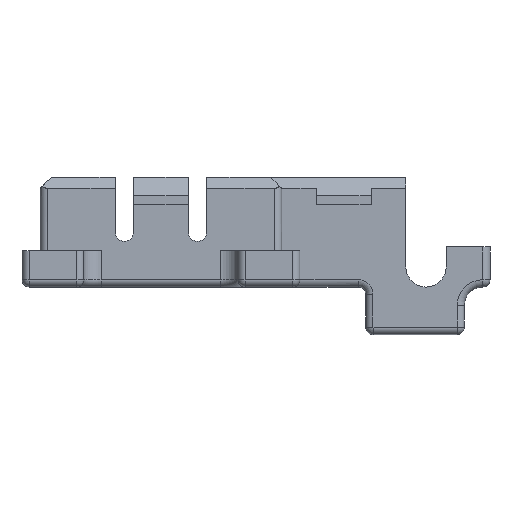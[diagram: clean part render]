
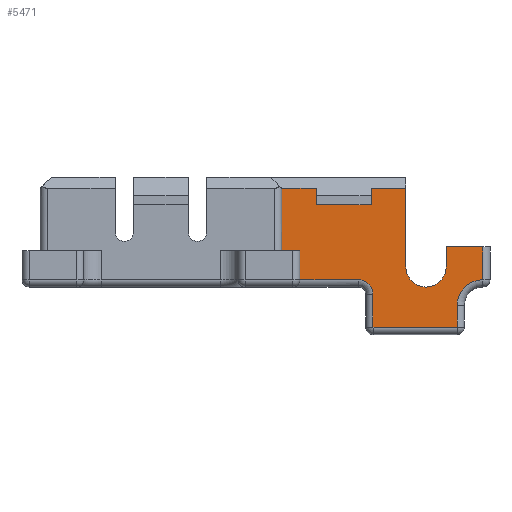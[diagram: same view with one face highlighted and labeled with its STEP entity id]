
A CAD part, left-side view. The second image highlights one B-rep face of the part: STEP entity #5471.
In plain terms, the highlighted planar face has unit normal (-1, 0, 0).
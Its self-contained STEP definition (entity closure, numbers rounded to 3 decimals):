
#2698 = VERTEX_POINT('',#2699);
#2699 = CARTESIAN_POINT('',(-1.6,-3.8,0.2));
#2731 = EDGE_CURVE('',#2698,#2732,#2734,.T.);
#2732 = VERTEX_POINT('',#2733);
#2733 = CARTESIAN_POINT('',(-1.6,-5.4,0.2));
#2734 = LINE('',#2735,#2736);
#2735 = CARTESIAN_POINT('',(-1.6,-3.8,0.2));
#2736 = VECTOR('',#2737,1.);
#2737 = DIRECTION('',(0.,-1.,0.));
#4060 = VERTEX_POINT('',#4061);
#4061 = CARTESIAN_POINT('',(-1.6,-7.8,1.1));
#4067 = EDGE_CURVE('',#4060,#4068,#4070,.T.);
#4068 = VERTEX_POINT('',#4069);
#4069 = CARTESIAN_POINT('',(-1.6,-8.8,1.1));
#4070 = LINE('',#4071,#4072);
#4071 = CARTESIAN_POINT('',(-1.6,-7.5,1.1));
#4072 = VECTOR('',#4073,1.);
#4073 = DIRECTION('',(0.,-1.,0.));
#4099 = EDGE_CURVE('',#4100,#4060,#4102,.T.);
#4100 = VERTEX_POINT('',#4101);
#4101 = CARTESIAN_POINT('',(-1.6,-7.8,0.55));
#4102 = LINE('',#4103,#4104);
#4103 = CARTESIAN_POINT('',(-1.6,-7.8,-1.95));
#4104 = VECTOR('',#4105,1.);
#4105 = DIRECTION('',(0.,0.,1.));
#4124 = VERTEX_POINT('',#4125);
#4125 = CARTESIAN_POINT('',(-1.6,-7.138,0.012));
#4131 = EDGE_CURVE('',#4124,#4100,#4132,.T.);
#4132 = CIRCLE('',#4133,0.55);
#4133 = AXIS2_PLACEMENT_3D('',#4134,#4135,#4136);
#4134 = CARTESIAN_POINT('',(-1.6,-7.25,0.55));
#4135 = DIRECTION('',(-1.,0.,0.));
#4136 = DIRECTION('',(0.,1.,0.));
#4150 = VERTEX_POINT('',#4151);
#4151 = CARTESIAN_POINT('',(-1.6,-7.138,0.01));
#4157 = EDGE_CURVE('',#4150,#4124,#4158,.T.);
#4158 = LINE('',#4159,#4160);
#4159 = CARTESIAN_POINT('',(-1.6,-7.138,5.315));
#4160 = VECTOR('',#4161,1.);
#4161 = DIRECTION('',(0.,0.,1.));
#4183 = VERTEX_POINT('',#4184);
#4184 = CARTESIAN_POINT('',(-1.6,-7.102,0.015));
#4213 = EDGE_CURVE('',#4150,#4183,#4214,.T.);
#4214 = LINE('',#4215,#4216);
#4215 = CARTESIAN_POINT('',(-1.6,-10.,-0.387));
#4216 = VECTOR('',#4217,1.);
#4217 = DIRECTION('',(0.,0.991,0.137));
#5006 = VERTEX_POINT('',#5007);
#5007 = CARTESIAN_POINT('',(-1.6,-5.8,-0.2));
#5014 = EDGE_CURVE('',#2732,#5006,#5015,.T.);
#5015 = CIRCLE('',#5016,0.4);
#5016 = AXIS2_PLACEMENT_3D('',#5017,#5018,#5019);
#5017 = CARTESIAN_POINT('',(-1.6,-5.4,-0.2));
#5018 = DIRECTION('',(1.,0.,-0.));
#5019 = DIRECTION('',(0.,0.,1.));
#5444 = EDGE_CURVE('',#5445,#2698,#5447,.T.);
#5445 = VERTEX_POINT('',#5446);
#5446 = CARTESIAN_POINT('',(-1.6,-3.8,1.));
#5447 = LINE('',#5448,#5449);
#5448 = CARTESIAN_POINT('',(-1.6,-3.8,-2.));
#5449 = VECTOR('',#5450,1.);
#5450 = DIRECTION('',(0.,0.,-1.));
#5471 = ADVANCED_FACE('',(#5472),#5598,.F.);
#5472 = FACE_BOUND('',#5473,.F.);
#5473 = EDGE_LOOP('',(#5474,#5475,#5483,#5491,#5498,#5506,#5514,#5522,
    #5529,#5537,#5546,#5552,#5553,#5554,#5555,#5556,#5557,#5565,#5574,
    #5582,#5590,#5596,#5597));
#5474 = ORIENTED_EDGE('',*,*,#5444,.F.);
#5475 = ORIENTED_EDGE('',*,*,#5476,.F.);
#5476 = EDGE_CURVE('',#5477,#5445,#5479,.T.);
#5477 = VERTEX_POINT('',#5478);
#5478 = CARTESIAN_POINT('',(-1.6,-3.3,1.));
#5479 = LINE('',#5480,#5481);
#5480 = CARTESIAN_POINT('',(-1.6,-1.65,1.));
#5481 = VECTOR('',#5482,1.);
#5482 = DIRECTION('',(0.,-1.,0.));
#5483 = ORIENTED_EDGE('',*,*,#5484,.T.);
#5484 = EDGE_CURVE('',#5477,#5485,#5487,.T.);
#5485 = VERTEX_POINT('',#5486);
#5486 = CARTESIAN_POINT('',(-1.6,-3.3,2.7));
#5487 = LINE('',#5488,#5489);
#5488 = CARTESIAN_POINT('',(-1.6,-3.3,-5.));
#5489 = VECTOR('',#5490,1.);
#5490 = DIRECTION('',(0.,0.,1.));
#5491 = ORIENTED_EDGE('',*,*,#5492,.T.);
#5492 = EDGE_CURVE('',#5485,#5493,#5495,.T.);
#5493 = VERTEX_POINT('',#5494);
#5494 = CARTESIAN_POINT('',(-1.6,-4.25,2.7));
#5495 = B_SPLINE_CURVE_WITH_KNOTS('',1,(#5496,#5497),.UNSPECIFIED.,.F.,
  .F.,(2,2),(0.,1.),.PIECEWISE_BEZIER_KNOTS.);
#5496 = CARTESIAN_POINT('',(-1.6,-3.3,2.7));
#5497 = CARTESIAN_POINT('',(-1.6,-9.,2.7));
#5498 = ORIENTED_EDGE('',*,*,#5499,.T.);
#5499 = EDGE_CURVE('',#5493,#5500,#5502,.T.);
#5500 = VERTEX_POINT('',#5501);
#5501 = CARTESIAN_POINT('',(-1.6,-4.25,2.25));
#5502 = LINE('',#5503,#5504);
#5503 = CARTESIAN_POINT('',(-1.6,-4.25,-1.375));
#5504 = VECTOR('',#5505,1.);
#5505 = DIRECTION('',(0.,0.,-1.));
#5506 = ORIENTED_EDGE('',*,*,#5507,.T.);
#5507 = EDGE_CURVE('',#5500,#5508,#5510,.T.);
#5508 = VERTEX_POINT('',#5509);
#5509 = CARTESIAN_POINT('',(-1.6,-5.75,2.25));
#5510 = LINE('',#5511,#5512);
#5511 = CARTESIAN_POINT('',(-1.6,-2.574,2.25));
#5512 = VECTOR('',#5513,1.);
#5513 = DIRECTION('',(0.,-1.,0.));
#5514 = ORIENTED_EDGE('',*,*,#5515,.T.);
#5515 = EDGE_CURVE('',#5508,#5516,#5518,.T.);
#5516 = VERTEX_POINT('',#5517);
#5517 = CARTESIAN_POINT('',(-1.6,-5.75,2.7));
#5518 = LINE('',#5519,#5520);
#5519 = CARTESIAN_POINT('',(-1.6,-5.75,-1.375));
#5520 = VECTOR('',#5521,1.);
#5521 = DIRECTION('',(0.,0.,1.));
#5522 = ORIENTED_EDGE('',*,*,#5523,.T.);
#5523 = EDGE_CURVE('',#5516,#5524,#5526,.T.);
#5524 = VERTEX_POINT('',#5525);
#5525 = CARTESIAN_POINT('',(-1.6,-6.7,2.7));
#5526 = B_SPLINE_CURVE_WITH_KNOTS('',1,(#5527,#5528),.UNSPECIFIED.,.F.,
  .F.,(2,2),(0.,1.),.PIECEWISE_BEZIER_KNOTS.);
#5527 = CARTESIAN_POINT('',(-1.6,-3.3,2.7));
#5528 = CARTESIAN_POINT('',(-1.6,-9.,2.7));
#5529 = ORIENTED_EDGE('',*,*,#5530,.T.);
#5530 = EDGE_CURVE('',#5524,#5531,#5533,.T.);
#5531 = VERTEX_POINT('',#5532);
#5532 = CARTESIAN_POINT('',(-1.6,-6.7,0.55));
#5533 = LINE('',#5534,#5535);
#5534 = CARTESIAN_POINT('',(-1.6,-6.7,-2.225));
#5535 = VECTOR('',#5536,1.);
#5536 = DIRECTION('',(0.,0.,-1.));
#5537 = ORIENTED_EDGE('',*,*,#5538,.T.);
#5538 = EDGE_CURVE('',#5531,#5539,#5541,.T.);
#5539 = VERTEX_POINT('',#5540);
#5540 = CARTESIAN_POINT('',(-1.6,-7.102,0.02));
#5541 = CIRCLE('',#5542,0.55);
#5542 = AXIS2_PLACEMENT_3D('',#5543,#5544,#5545);
#5543 = CARTESIAN_POINT('',(-1.6,-7.25,0.55));
#5544 = DIRECTION('',(-1.,0.,0.));
#5545 = DIRECTION('',(0.,1.,0.));
#5546 = ORIENTED_EDGE('',*,*,#5547,.T.);
#5547 = EDGE_CURVE('',#5539,#4183,#5548,.T.);
#5548 = LINE('',#5549,#5550);
#5549 = CARTESIAN_POINT('',(-1.6,-7.102,-7.5));
#5550 = VECTOR('',#5551,1.);
#5551 = DIRECTION('',(-0.,-0.,-1.));
#5552 = ORIENTED_EDGE('',*,*,#4213,.F.);
#5553 = ORIENTED_EDGE('',*,*,#4157,.T.);
#5554 = ORIENTED_EDGE('',*,*,#4131,.T.);
#5555 = ORIENTED_EDGE('',*,*,#4099,.T.);
#5556 = ORIENTED_EDGE('',*,*,#4067,.T.);
#5557 = ORIENTED_EDGE('',*,*,#5558,.F.);
#5558 = EDGE_CURVE('',#5559,#4068,#5561,.T.);
#5559 = VERTEX_POINT('',#5560);
#5560 = CARTESIAN_POINT('',(-1.6,-8.8,0.2));
#5561 = LINE('',#5562,#5563);
#5562 = CARTESIAN_POINT('',(-1.6,-8.8,0.2));
#5563 = VECTOR('',#5564,1.);
#5564 = DIRECTION('',(0.,0.,1.));
#5565 = ORIENTED_EDGE('',*,*,#5566,.F.);
#5566 = EDGE_CURVE('',#5567,#5559,#5569,.T.);
#5567 = VERTEX_POINT('',#5568);
#5568 = CARTESIAN_POINT('',(-1.6,-8.1,-0.5));
#5569 = CIRCLE('',#5570,0.7);
#5570 = AXIS2_PLACEMENT_3D('',#5571,#5572,#5573);
#5571 = CARTESIAN_POINT('',(-1.6,-8.8,-0.5));
#5572 = DIRECTION('',(1.,0.,-0.));
#5573 = DIRECTION('',(0.,1.,0.));
#5574 = ORIENTED_EDGE('',*,*,#5575,.F.);
#5575 = EDGE_CURVE('',#5576,#5567,#5578,.T.);
#5576 = VERTEX_POINT('',#5577);
#5577 = CARTESIAN_POINT('',(-1.6,-8.1,-1.1));
#5578 = LINE('',#5579,#5580);
#5579 = CARTESIAN_POINT('',(-1.6,-8.1,-1.1));
#5580 = VECTOR('',#5581,1.);
#5581 = DIRECTION('',(0.,0.,1.));
#5582 = ORIENTED_EDGE('',*,*,#5583,.F.);
#5583 = EDGE_CURVE('',#5584,#5576,#5586,.T.);
#5584 = VERTEX_POINT('',#5585);
#5585 = CARTESIAN_POINT('',(-1.6,-5.8,-1.1));
#5586 = LINE('',#5587,#5588);
#5587 = CARTESIAN_POINT('',(-1.6,-5.8,-1.1));
#5588 = VECTOR('',#5589,1.);
#5589 = DIRECTION('',(-0.,-1.,0.));
#5590 = ORIENTED_EDGE('',*,*,#5591,.F.);
#5591 = EDGE_CURVE('',#5006,#5584,#5592,.T.);
#5592 = LINE('',#5593,#5594);
#5593 = CARTESIAN_POINT('',(-1.6,-5.8,-0.2));
#5594 = VECTOR('',#5595,1.);
#5595 = DIRECTION('',(-0.,-0.,-1.));
#5596 = ORIENTED_EDGE('',*,*,#5014,.F.);
#5597 = ORIENTED_EDGE('',*,*,#2731,.F.);
#5598 = PLANE('',#5599);
#5599 = AXIS2_PLACEMENT_3D('',#5600,#5601,#5602);
#5600 = CARTESIAN_POINT('',(-1.6,-3.3,-5.));
#5601 = DIRECTION('',(1.,0.,0.));
#5602 = DIRECTION('',(0.,-1.,0.));
